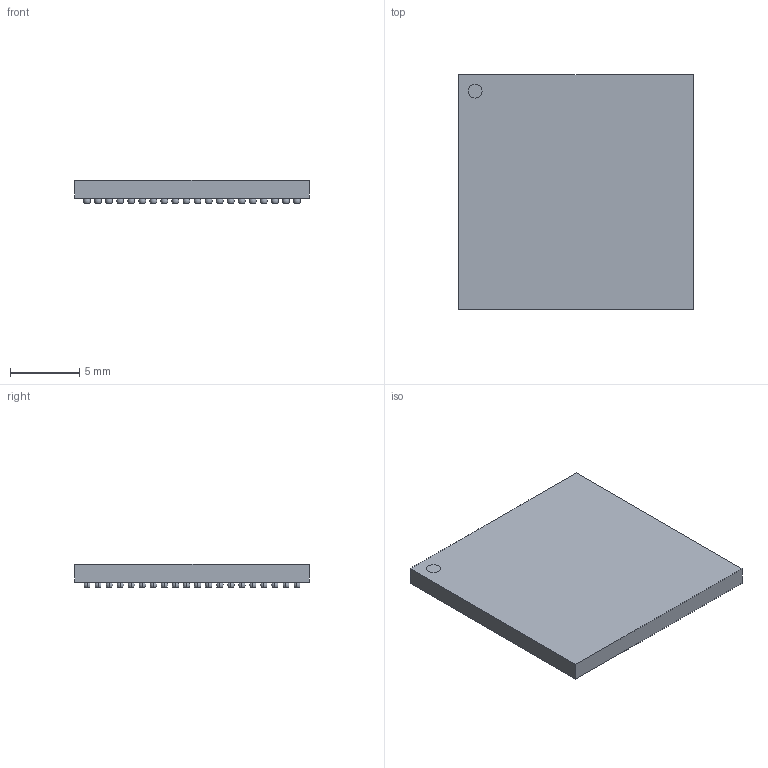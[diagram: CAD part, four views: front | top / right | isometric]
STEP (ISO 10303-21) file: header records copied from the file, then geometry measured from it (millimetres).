
FILE_DESCRIPTION((''),'2;1');
FILE_NAME('BGA358C80P20X20_1700X1700X170.stp','2011-11-17T12:51:39',(''),(''),'Mechanical Desktop 2011','Mechanical Desktop 2011',', , ');
FILE_SCHEMA(('AUTOMOTIVE_DESIGN { 1 2 10303 214 1 1 1 1 }'));
Length unit declared in the file: millimetre
Products named in the file (1): Product
Bounding box: 17 x 17 x 1.7 mm (x, y, z)
Volume: 397.8 mm3; surface area: 944.1 mm2
Topology: 360 solids, 360 shells, 1445 faces, 2888 edges, 2164 vertices
Faces by surface type: plane 725, sphere 716, cylinder 4
Entity records: 40122 total; most frequent: DIRECTION 8652, CARTESIAN_POINT 6498, ORIENTED_EDGE 5776, AXIS2_PLACEMENT_3D 4318, EDGE_CURVE 2888, CIRCLE 2872, VERTEX_POINT 2164, EDGE_LOOP 1446
